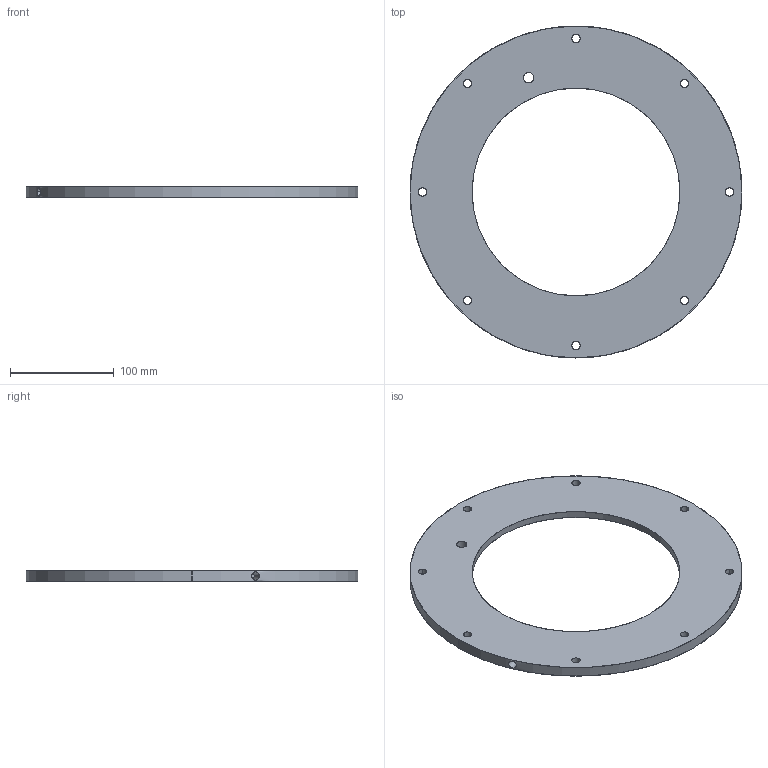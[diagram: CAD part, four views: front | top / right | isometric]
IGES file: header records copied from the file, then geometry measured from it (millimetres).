
Start section: SolidWorks IGES file using analytic representation for surfaces
Global section: file name: couvercle dessus DN200-VAX.IGS; native system: SolidWorks 2016; preprocessor: SolidWorks 2016; author: Eric; date: 190430.143917; units: millimetre
Bounding box: 320 x 320 x 10.2 mm (x, y, z)
Surface area: 121650.2 mm2 (no closed solid volume)
Topology: 0 solids, 0 shells, 39 faces, 1244 edges, 1244 vertices
Faces by surface type: revolution 28, bspline 11
